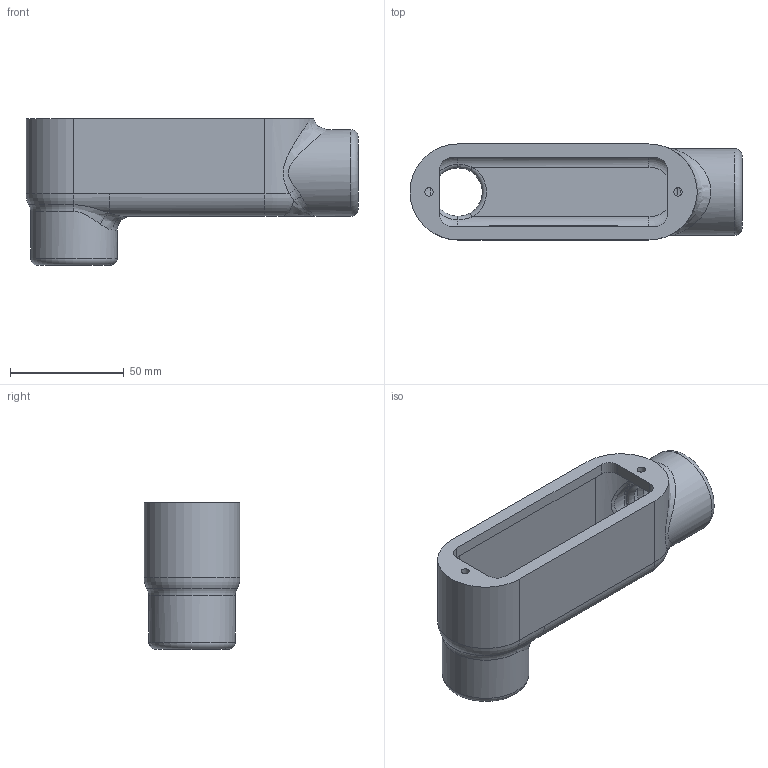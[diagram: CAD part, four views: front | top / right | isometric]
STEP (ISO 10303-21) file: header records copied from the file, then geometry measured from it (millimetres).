
FILE_DESCRIPTION(/* description */ ('FORM 8 LB28 AS MACHINED'),/* implementation_level */ '2;1');
FILE_NAME(/* name */ 'KIL_LB28.stp',/* time_stamp */ '2019-10-31T12:01:29+06:00',/* author */ ('mashraf'),/* organization */ (''),/* preprocessor_version */ 'ST-DEVELOPER v16.13',/* originating_system */ 'Autodesk Inventor 2018',/* authorisation */ '');
FILE_SCHEMA (('AUTOMOTIVE_DESIGN { 1 0 10303 214 3 1 1 }'));
Length unit declared in the file: inch
Products named in the file (1): 21715
Bounding box: 145.99 x 42.16 x 64.52 mm (x, y, z)
Volume: 103546 mm3; surface area: 40446 mm2
Topology: 1 solids, 1 shells, 501 faces, 1319 edges, 864 vertices
Faces by surface type: plane 284, bspline 160, cylinder 36, torus 13, cone 8
Full cylindrical faces by diameter (mm): 3.683 x2, 4.761 x1, 5.842 x1, 26.797 x2, 38.1 x2
Entity records: 17429 total; most frequent: CARTESIAN_POINT 5629, ORIENTED_EDGE 2580, DIRECTION 1765, EDGE_CURVE 1290, LINE 859, VECTOR 859, VERTEX_POINT 858, EDGE_LOOP 576
